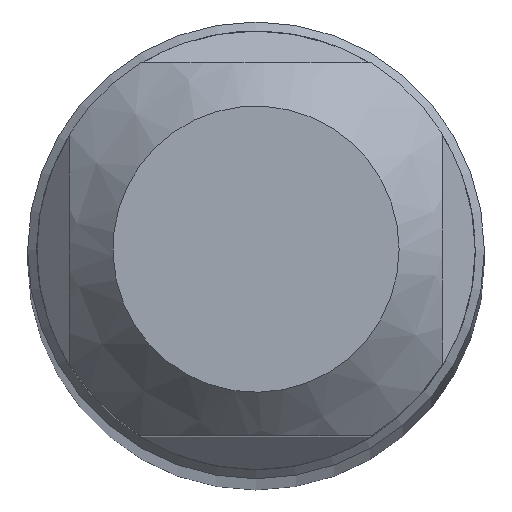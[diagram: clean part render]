
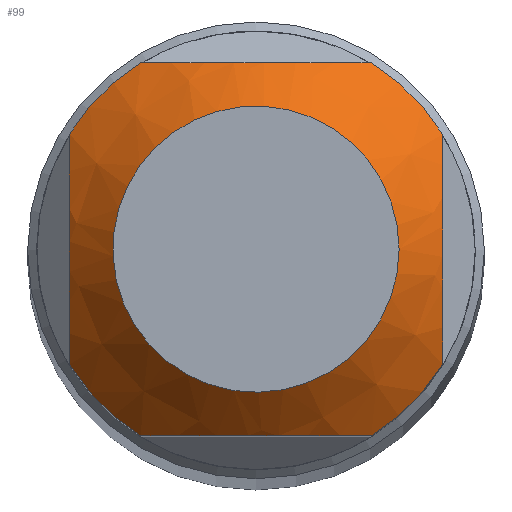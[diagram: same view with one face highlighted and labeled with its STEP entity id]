
A CAD part, top view. The second image highlights one B-rep face of the part: STEP entity #99.
In plain terms, the highlighted conical face has half-angle 45 degrees and reference radius 1.88 mm.
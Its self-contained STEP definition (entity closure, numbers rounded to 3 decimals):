
#99=ADVANCED_FACE('',(#130,#131),#123,.T.);
#123=CONICAL_SURFACE('',#403,1.88,45.);
#130=FACE_BOUND('',#156,.T.);
#131=FACE_BOUND('',#157,.T.);
#156=EDGE_LOOP('',(#192));
#157=EDGE_LOOP('',(#193,#194,#195,#196,#197,#198,#199,#200));
#192=ORIENTED_EDGE('',*,*,#296,.F.);
#193=ORIENTED_EDGE('',*,*,#297,.T.);
#194=ORIENTED_EDGE('',*,*,#298,.T.);
#195=ORIENTED_EDGE('',*,*,#299,.T.);
#196=ORIENTED_EDGE('',*,*,#300,.T.);
#197=ORIENTED_EDGE('',*,*,#301,.T.);
#198=ORIENTED_EDGE('',*,*,#302,.T.);
#199=ORIENTED_EDGE('',*,*,#303,.T.);
#200=ORIENTED_EDGE('',*,*,#304,.T.);
#266=VERTEX_POINT('',#580);
#267=VERTEX_POINT('',#582);
#268=VERTEX_POINT('',#583);
#269=VERTEX_POINT('',#590);
#270=VERTEX_POINT('',#592);
#271=VERTEX_POINT('',#599);
#272=VERTEX_POINT('',#601);
#273=VERTEX_POINT('',#608);
#274=VERTEX_POINT('',#610);
#296=EDGE_CURVE('',#266,#266,#333,.T.);
#297=EDGE_CURVE('',#267,#268,#334,.T.);
#298=EDGE_CURVE('',#268,#269,#359,.T.);
#299=EDGE_CURVE('',#269,#270,#335,.T.);
#300=EDGE_CURVE('',#270,#271,#360,.T.);
#301=EDGE_CURVE('',#271,#272,#336,.T.);
#302=EDGE_CURVE('',#272,#273,#361,.T.);
#303=EDGE_CURVE('',#273,#274,#337,.T.);
#304=EDGE_CURVE('',#274,#267,#362,.T.);
#333=CIRCLE('',#398,1.88);
#334=CIRCLE('',#399,2.88);
#335=CIRCLE('',#400,2.88);
#336=CIRCLE('',#401,2.88);
#337=CIRCLE('',#402,2.88);
#359=B_SPLINE_CURVE_WITH_KNOTS('',3,(#584,#585,#586,#587,#588,#589),
 .UNSPECIFIED.,.F.,.F.,(4,2,4),(0.,0.5,1.),.UNSPECIFIED.);
#360=B_SPLINE_CURVE_WITH_KNOTS('',3,(#593,#594,#595,#596,#597,#598),
 .UNSPECIFIED.,.F.,.F.,(4,2,4),(0.,0.5,1.),.UNSPECIFIED.);
#361=B_SPLINE_CURVE_WITH_KNOTS('',3,(#602,#603,#604,#605,#606,#607),
 .UNSPECIFIED.,.F.,.F.,(4,2,4),(0.,0.5,1.),.UNSPECIFIED.);
#362=B_SPLINE_CURVE_WITH_KNOTS('',3,(#611,#612,#613,#614,#615,#616),
 .UNSPECIFIED.,.F.,.F.,(4,2,4),(0.,0.5,1.),.UNSPECIFIED.);
#398=AXIS2_PLACEMENT_3D('',#579,#451,#452);
#399=AXIS2_PLACEMENT_3D('',#581,#453,#454);
#400=AXIS2_PLACEMENT_3D('',#591,#455,#456);
#401=AXIS2_PLACEMENT_3D('',#600,#457,#458);
#402=AXIS2_PLACEMENT_3D('',#609,#459,#460);
#403=AXIS2_PLACEMENT_3D('',#617,#461,#462);
#451=DIRECTION('',(0.,0.,1.));
#452=DIRECTION('',(1.,0.,0.));
#453=DIRECTION('',(0.,0.,1.));
#454=DIRECTION('',(-1.,0.,0.));
#455=DIRECTION('',(0.,0.,1.));
#456=DIRECTION('',(-1.,0.,0.));
#457=DIRECTION('',(0.,0.,1.));
#458=DIRECTION('',(-1.,0.,0.));
#459=DIRECTION('',(0.,0.,1.));
#460=DIRECTION('',(-1.,0.,0.));
#461=DIRECTION('',(0.,0.,-1.));
#462=DIRECTION('',(-1.,0.,0.));
#579=CARTESIAN_POINT('',(0.,0.,0.));
#580=CARTESIAN_POINT('',(1.88,0.,0.));
#581=CARTESIAN_POINT('',(0.,0.,-1.));
#582=CARTESIAN_POINT('',(1.514,-2.45,-1.));
#583=CARTESIAN_POINT('',(2.45,-1.514,-1.));
#584=CARTESIAN_POINT('',(2.45,-1.514,-1.));
#585=CARTESIAN_POINT('',(2.45,-1.043,-0.752));
#586=CARTESIAN_POINT('',(2.45,-0.528,-0.57));
#587=CARTESIAN_POINT('',(2.45,0.527,-0.57));
#588=CARTESIAN_POINT('',(2.45,1.043,-0.752));
#589=CARTESIAN_POINT('',(2.45,1.514,-1.));
#590=CARTESIAN_POINT('',(2.45,1.514,-1.));
#591=CARTESIAN_POINT('',(0.,0.,-1.));
#592=CARTESIAN_POINT('',(1.514,2.45,-1.));
#593=CARTESIAN_POINT('',(1.514,2.45,-1.));
#594=CARTESIAN_POINT('',(1.043,2.45,-0.752));
#595=CARTESIAN_POINT('',(0.528,2.45,-0.57));
#596=CARTESIAN_POINT('',(-0.527,2.45,-0.57));
#597=CARTESIAN_POINT('',(-1.043,2.45,-0.752));
#598=CARTESIAN_POINT('',(-1.514,2.45,-1.));
#599=CARTESIAN_POINT('',(-1.514,2.45,-1.));
#600=CARTESIAN_POINT('',(0.,0.,-1.));
#601=CARTESIAN_POINT('',(-2.45,1.514,-1.));
#602=CARTESIAN_POINT('',(-2.45,1.514,-1.));
#603=CARTESIAN_POINT('',(-2.45,1.043,-0.752));
#604=CARTESIAN_POINT('',(-2.45,0.527,-0.57));
#605=CARTESIAN_POINT('',(-2.45,-0.528,-0.57));
#606=CARTESIAN_POINT('',(-2.45,-1.043,-0.752));
#607=CARTESIAN_POINT('',(-2.45,-1.514,-1.));
#608=CARTESIAN_POINT('',(-2.45,-1.514,-1.));
#609=CARTESIAN_POINT('',(0.,0.,-1.));
#610=CARTESIAN_POINT('',(-1.514,-2.45,-1.));
#611=CARTESIAN_POINT('',(-1.514,-2.45,-1.));
#612=CARTESIAN_POINT('',(-1.043,-2.45,-0.752));
#613=CARTESIAN_POINT('',(-0.527,-2.45,-0.57));
#614=CARTESIAN_POINT('',(0.528,-2.45,-0.57));
#615=CARTESIAN_POINT('',(1.043,-2.45,-0.752));
#616=CARTESIAN_POINT('',(1.514,-2.45,-1.));
#617=CARTESIAN_POINT('',(0.,0.,0.));
